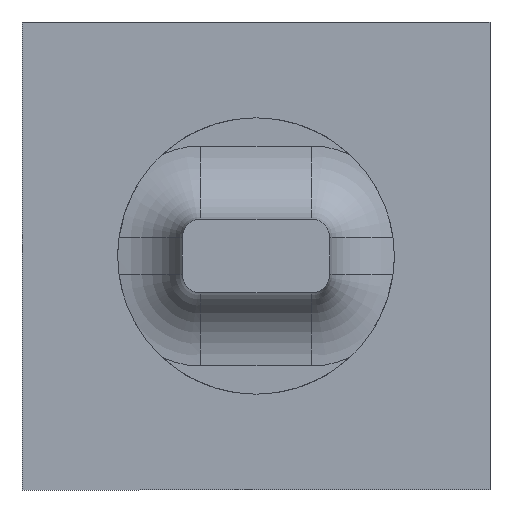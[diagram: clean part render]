
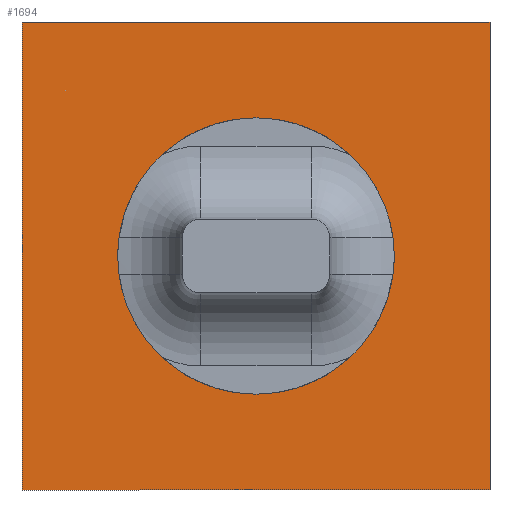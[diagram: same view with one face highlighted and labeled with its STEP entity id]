
A CAD part, front view. The second image highlights one B-rep face of the part: STEP entity #1694.
In plain terms, the highlighted planar face has unit normal (0, -1, 0).
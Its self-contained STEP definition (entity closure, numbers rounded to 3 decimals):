
#23 = VERTEX_POINT ( 'NONE', #1118 ) ;
#24 = ORIENTED_EDGE ( 'NONE', *, *, #1332, .F. ) ;
#36 = EDGE_LOOP ( 'NONE', ( #528, #101, #874, #418, #197, #1552, #428, #585 ) ) ;
#50 = CARTESIAN_POINT ( 'NONE',  ( -0.3, 0., -0.2 ) ) ;
#53 = VERTEX_POINT ( 'NONE', #937 ) ;
#57 = ORIENTED_EDGE ( 'NONE', *, *, #956, .F. ) ;
#101 = ORIENTED_EDGE ( 'NONE', *, *, #350, .T. ) ;
#125 = VERTEX_POINT ( 'NONE', #1710 ) ;
#138 = DIRECTION ( 'NONE',  ( 0., 1., 0. ) ) ;
#139 = LINE ( 'NONE', #1186, #1285 ) ;
#176 = EDGE_CURVE ( 'NONE', #194, #557, #1472, .T. ) ;
#179 = VERTEX_POINT ( 'NONE', #1451 ) ;
#183 = ORIENTED_EDGE ( 'NONE', *, *, #1671, .F. ) ;
#193 = AXIS2_PLACEMENT_3D ( 'NONE', #555, #1083, #444 ) ;
#194 = VERTEX_POINT ( 'NONE', #390 ) ;
#197 = ORIENTED_EDGE ( 'NONE', *, *, #839, .T. ) ;
#200 = VECTOR ( 'NONE', #1460, 1000. ) ;
#206 = DIRECTION ( 'NONE',  ( 0., 1., 0. ) ) ;
#236 = AXIS2_PLACEMENT_3D ( 'NONE', #1507, #1554, #1111 ) ;
#239 = AXIS2_PLACEMENT_3D ( 'NONE', #1300, #630, #1179 ) ;
#250 = CARTESIAN_POINT ( 'NONE',  ( -0.3, 0., 0.2 ) ) ;
#277 = CARTESIAN_POINT ( 'NONE',  ( 0.4, 0., 0.1 ) ) ;
#305 = CARTESIAN_POINT ( 'NONE',  ( 0.4, 0., 0.1 ) ) ;
#331 = VERTEX_POINT ( 'NONE', #953 ) ;
#344 = LINE ( 'NONE', #1675, #1477 ) ;
#347 = VECTOR ( 'NONE', #544, 1000. ) ;
#350 = EDGE_CURVE ( 'NONE', #557, #1448, #670, .T. ) ;
#356 = EDGE_CURVE ( 'NONE', #1448, #125, #863, .T. ) ;
#390 = CARTESIAN_POINT ( 'NONE',  ( -0.4, 0., -0.1 ) ) ;
#418 = ORIENTED_EDGE ( 'NONE', *, *, #475, .T. ) ;
#428 = ORIENTED_EDGE ( 'NONE', *, *, #920, .T. ) ;
#443 = DIRECTION ( 'NONE',  ( 0., 0., -1. ) ) ;
#444 = DIRECTION ( 'NONE',  ( 0., 0., -1. ) ) ;
#452 = VECTOR ( 'NONE', #1131, 1000. ) ;
#472 = ORIENTED_EDGE ( 'NONE', *, *, #1268, .F. ) ;
#475 = EDGE_CURVE ( 'NONE', #125, #910, #980, .T. ) ;
#511 = CARTESIAN_POINT ( 'NONE',  ( -0.4, 0., 0.1 ) ) ;
#528 = ORIENTED_EDGE ( 'NONE', *, *, #176, .T. ) ;
#544 = DIRECTION ( 'NONE',  ( 0., 0., -1. ) ) ;
#553 = FACE_OUTER_BOUND ( 'NONE', #1506, .T. ) ;
#555 = CARTESIAN_POINT ( 'NONE',  ( -0.3, 0., -0.1 ) ) ;
#557 = VERTEX_POINT ( 'NONE', #1627 ) ;
#585 = ORIENTED_EDGE ( 'NONE', *, *, #859, .T. ) ;
#615 = CIRCLE ( 'NONE', #193, 0.1 ) ;
#622 = DIRECTION ( 'NONE',  ( 0., 0., 1. ) ) ;
#630 = DIRECTION ( 'NONE',  ( 0., 1., 0. ) ) ;
#670 = CIRCLE ( 'NONE', #236, 0.1 ) ;
#677 = VECTOR ( 'NONE', #622, 1000. ) ;
#725 = AXIS2_PLACEMENT_3D ( 'NONE', #1501, #206, #1115 ) ;
#731 = CIRCLE ( 'NONE', #915, 0.1 ) ;
#780 = VECTOR ( 'NONE', #959, 1000. ) ;
#824 = EDGE_CURVE ( 'NONE', #935, #1679, #731, .T. ) ;
#826 = CARTESIAN_POINT ( 'NONE',  ( 0.4, 0., -0.1 ) ) ;
#839 = EDGE_CURVE ( 'NONE', #910, #935, #1056, .T. ) ;
#845 = LINE ( 'NONE', #50, #1713 ) ;
#859 = EDGE_CURVE ( 'NONE', #179, #194, #615, .T. ) ;
#863 = LINE ( 'NONE', #1409, #452 ) ;
#874 = ORIENTED_EDGE ( 'NONE', *, *, #356, .T. ) ;
#910 = VERTEX_POINT ( 'NONE', #305 ) ;
#915 = AXIS2_PLACEMENT_3D ( 'NONE', #1575, #138, #1297 ) ;
#920 = EDGE_CURVE ( 'NONE', #1679, #179, #845, .T. ) ;
#935 = VERTEX_POINT ( 'NONE', #826 ) ;
#937 = CARTESIAN_POINT ( 'NONE',  ( -1.27, 0., -1.27 ) ) ;
#953 = CARTESIAN_POINT ( 'NONE',  ( -1.27, 0., 1.27 ) ) ;
#956 = EDGE_CURVE ( 'NONE', #1376, #53, #1219, .T. ) ;
#959 = DIRECTION ( 'NONE',  ( -1., 0., 0. ) ) ;
#970 = DIRECTION ( 'NONE',  ( -1., 0., 0. ) ) ;
#980 = CIRCLE ( 'NONE', #239, 0.1 ) ;
#1056 = LINE ( 'NONE', #277, #347 ) ;
#1081 = PLANE ( 'NONE',  #725 ) ;
#1083 = DIRECTION ( 'NONE',  ( 0., 1., 0. ) ) ;
#1111 = DIRECTION ( 'NONE',  ( 0., 0., -1. ) ) ;
#1115 = DIRECTION ( 'NONE',  ( 0., 0., 1. ) ) ;
#1118 = CARTESIAN_POINT ( 'NONE',  ( 1.27, 0., 1.27 ) ) ;
#1131 = DIRECTION ( 'NONE',  ( 1., 0., 0. ) ) ;
#1179 = DIRECTION ( 'NONE',  ( 0., 0., 1. ) ) ;
#1186 = CARTESIAN_POINT ( 'NONE',  ( 1.27, 0., -1.27 ) ) ;
#1219 = LINE ( 'NONE', #1230, #780 ) ;
#1228 = CARTESIAN_POINT ( 'NONE',  ( 0.3, 0., -0.2 ) ) ;
#1230 = CARTESIAN_POINT ( 'NONE',  ( -1.27, 0., -1.27 ) ) ;
#1268 = EDGE_CURVE ( 'NONE', #53, #331, #1417, .T. ) ;
#1285 = VECTOR ( 'NONE', #443, 1000. ) ;
#1297 = DIRECTION ( 'NONE',  ( 0., 0., -1. ) ) ;
#1300 = CARTESIAN_POINT ( 'NONE',  ( 0.3, 0., 0.1 ) ) ;
#1332 = EDGE_CURVE ( 'NONE', #331, #23, #344, .T. ) ;
#1369 = FACE_BOUND ( 'NONE', #36, .T. ) ;
#1376 = VERTEX_POINT ( 'NONE', #1666 ) ;
#1409 = CARTESIAN_POINT ( 'NONE',  ( -0.3, 0., 0.2 ) ) ;
#1410 = CARTESIAN_POINT ( 'NONE',  ( -1.27, 0., -1.27 ) ) ;
#1417 = LINE ( 'NONE', #1410, #677 ) ;
#1448 = VERTEX_POINT ( 'NONE', #250 ) ;
#1451 = CARTESIAN_POINT ( 'NONE',  ( -0.3, 0., -0.2 ) ) ;
#1460 = DIRECTION ( 'NONE',  ( 0., 0., 1. ) ) ;
#1472 = LINE ( 'NONE', #511, #200 ) ;
#1477 = VECTOR ( 'NONE', #1693, 1000. ) ;
#1501 = CARTESIAN_POINT ( 'NONE',  ( 0., 0., 0. ) ) ;
#1506 = EDGE_LOOP ( 'NONE', ( #472, #57, #183, #24 ) ) ;
#1507 = CARTESIAN_POINT ( 'NONE',  ( -0.3, 0., 0.1 ) ) ;
#1552 = ORIENTED_EDGE ( 'NONE', *, *, #824, .T. ) ;
#1554 = DIRECTION ( 'NONE',  ( 0., 1., 0. ) ) ;
#1575 = CARTESIAN_POINT ( 'NONE',  ( 0.3, 0., -0.1 ) ) ;
#1627 = CARTESIAN_POINT ( 'NONE',  ( -0.4, 0., 0.1 ) ) ;
#1666 = CARTESIAN_POINT ( 'NONE',  ( 1.27, 0., -1.27 ) ) ;
#1671 = EDGE_CURVE ( 'NONE', #23, #1376, #139, .T. ) ;
#1675 = CARTESIAN_POINT ( 'NONE',  ( -1.27, 0., 1.27 ) ) ;
#1679 = VERTEX_POINT ( 'NONE', #1228 ) ;
#1693 = DIRECTION ( 'NONE',  ( 1., 0., 0. ) ) ;
#1694 = ADVANCED_FACE ( 'NONE', ( #1369, #553 ), #1081, .F. ) ;
#1710 = CARTESIAN_POINT ( 'NONE',  ( 0.3, 0., 0.2 ) ) ;
#1713 = VECTOR ( 'NONE', #970, 1000. ) ;
